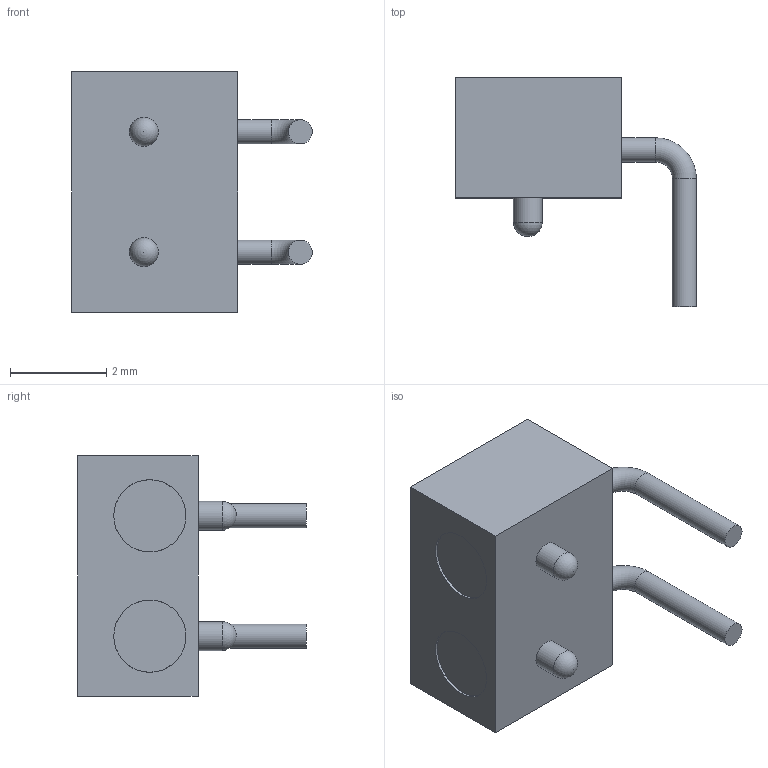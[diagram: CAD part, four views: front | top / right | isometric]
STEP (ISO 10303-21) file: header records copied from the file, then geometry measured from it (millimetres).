
FILE_DESCRIPTION(/* description */ (''),/* implementation_level */ '2;1');
FILE_NAME(/* name */ 'FemalePogo.step',/* time_stamp */ '2022-10-08T00:27:27-05:00',/* author */ (''),/* organization */ (''),/* preprocessor_version */ 'ST-DEVELOPER v19',/* originating_system */ 'Autodesk Translation Framework v11.7.0.108',/* authorisation */ '');
FILE_SCHEMA (('AUTOMOTIVE_DESIGN { 1 0 10303 214 3 1 1 }'));
Length unit declared in the file: millimetre
Products named in the file (1): Pogo
Bounding box: 5 x 4.75 x 5 mm (x, y, z)
Volume: 56.2 mm3; surface area: 131.8 mm2
Topology: 3 solids, 3 shells, 34 faces, 64 edges, 42 vertices
Faces by surface type: plane 16, cylinder 12, torus 4, sphere 2
Full cylindrical faces by diameter (mm): 0.5 x4, 0.6 x2, 1.2 x2, 1.5 x4
Entity records: 905 total; most frequent: DIRECTION 170, CARTESIAN_POINT 139, ORIENTED_EDGE 124, AXIS2_PLACEMENT_3D 73, EDGE_CURVE 62, EDGE_LOOP 42, VERTEX_POINT 42, CIRCLE 38
